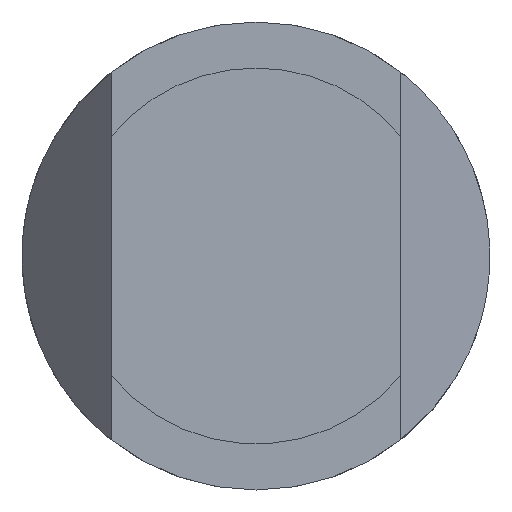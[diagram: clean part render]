
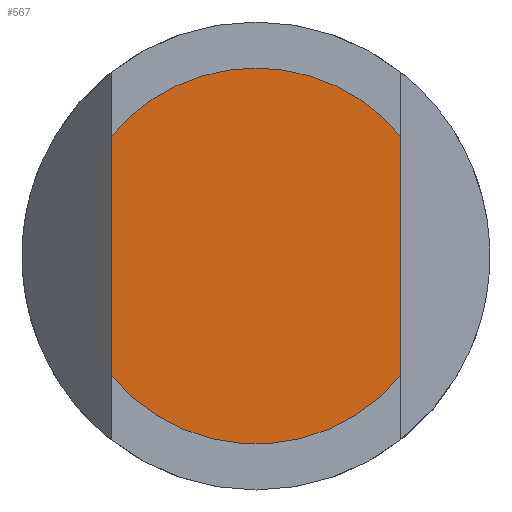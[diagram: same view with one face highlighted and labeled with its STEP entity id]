
A CAD part, front view. The second image highlights one B-rep face of the part: STEP entity #567.
In plain terms, the highlighted planar face has unit normal (0, -1, 0).
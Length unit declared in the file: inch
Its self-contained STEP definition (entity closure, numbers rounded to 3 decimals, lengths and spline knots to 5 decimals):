
#29 = AXIS2_PLACEMENT_3D ( 'NONE', #367, #591, #227 ) ;
#53 = CARTESIAN_POINT ( 'NONE',  ( -0.121, -0.50738, 0. ) ) ;
#58 = CARTESIAN_POINT ( 'NONE',  ( 0., -0.50738, 0. ) ) ;
#62 = LINE ( 'NONE', #53, #766 ) ;
#135 = CARTESIAN_POINT ( 'NONE',  ( 0., -0.50738, 0.157 ) ) ;
#153 = DIRECTION ( 'NONE',  ( 0., 0., 1. ) ) ;
#174 = AXIS2_PLACEMENT_3D ( 'NONE', #58, #841, #904 ) ;
#218 = VECTOR ( 'NONE', #501, 39.37008 ) ;
#221 = CARTESIAN_POINT ( 'NONE',  ( 0.121, -0.50738, -0.10004 ) ) ;
#227 = DIRECTION ( 'NONE',  ( 0., 0., 1. ) ) ;
#257 = EDGE_LOOP ( 'NONE', ( #456, #526, #750, #878, #424 ) ) ;
#261 = PLANE ( 'NONE',  #702 ) ;
#335 = DIRECTION ( 'NONE',  ( 0., 1., 0. ) ) ;
#342 = DIRECTION ( 'NONE',  ( 0., 1., 0. ) ) ;
#347 = LINE ( 'NONE', #726, #218 ) ;
#351 = VERTEX_POINT ( 'NONE', #635 ) ;
#367 = CARTESIAN_POINT ( 'NONE',  ( 0., -0.50738, 0. ) ) ;
#375 = CIRCLE ( 'NONE', #29, 0.157 ) ;
#391 = VERTEX_POINT ( 'NONE', #773 ) ;
#424 = ORIENTED_EDGE ( 'NONE', *, *, #715, .T. ) ;
#431 = EDGE_CURVE ( 'NONE', #542, #897, #710, .T. ) ;
#432 = VERTEX_POINT ( 'NONE', #221 ) ;
#456 = ORIENTED_EDGE ( 'NONE', *, *, #620, .F. ) ;
#477 = DIRECTION ( 'NONE',  ( 0., 0., 1. ) ) ;
#501 = DIRECTION ( 'NONE',  ( 0., 0., -1. ) ) ;
#515 = DIRECTION ( 'NONE',  ( 0., 0., -1. ) ) ;
#517 = EDGE_CURVE ( 'NONE', #351, #542, #375, .T. ) ;
#526 = ORIENTED_EDGE ( 'NONE', *, *, #709, .F. ) ;
#542 = VERTEX_POINT ( 'NONE', #135 ) ;
#567 = ADVANCED_FACE ( 'NONE', ( #763 ), #261, .F. ) ;
#591 = DIRECTION ( 'NONE',  ( 0., 1., 0. ) ) ;
#606 = AXIS2_PLACEMENT_3D ( 'NONE', #752, #335, #153 ) ;
#620 = EDGE_CURVE ( 'NONE', #432, #391, #830, .T. ) ;
#635 = CARTESIAN_POINT ( 'NONE',  ( -0.121, -0.50738, 0.10004 ) ) ;
#702 = AXIS2_PLACEMENT_3D ( 'NONE', #833, #342, #477 ) ;
#709 = EDGE_CURVE ( 'NONE', #897, #432, #347, .T. ) ;
#710 = CIRCLE ( 'NONE', #174, 0.157 ) ;
#715 = EDGE_CURVE ( 'NONE', #351, #391, #62, .T. ) ;
#726 = CARTESIAN_POINT ( 'NONE',  ( 0.121, -0.50738, 0. ) ) ;
#732 = CARTESIAN_POINT ( 'NONE',  ( 0.121, -0.50738, 0.10004 ) ) ;
#750 = ORIENTED_EDGE ( 'NONE', *, *, #431, .F. ) ;
#752 = CARTESIAN_POINT ( 'NONE',  ( 0., -0.50738, 0. ) ) ;
#763 = FACE_OUTER_BOUND ( 'NONE', #257, .T. ) ;
#766 = VECTOR ( 'NONE', #515, 39.37008 ) ;
#773 = CARTESIAN_POINT ( 'NONE',  ( -0.121, -0.50738, -0.10004 ) ) ;
#830 = CIRCLE ( 'NONE', #606, 0.157 ) ;
#833 = CARTESIAN_POINT ( 'NONE',  ( 0., -0.50738, 0. ) ) ;
#841 = DIRECTION ( 'NONE',  ( 0., 1., 0. ) ) ;
#878 = ORIENTED_EDGE ( 'NONE', *, *, #517, .F. ) ;
#897 = VERTEX_POINT ( 'NONE', #732 ) ;
#904 = DIRECTION ( 'NONE',  ( 0., 0., 1. ) ) ;
